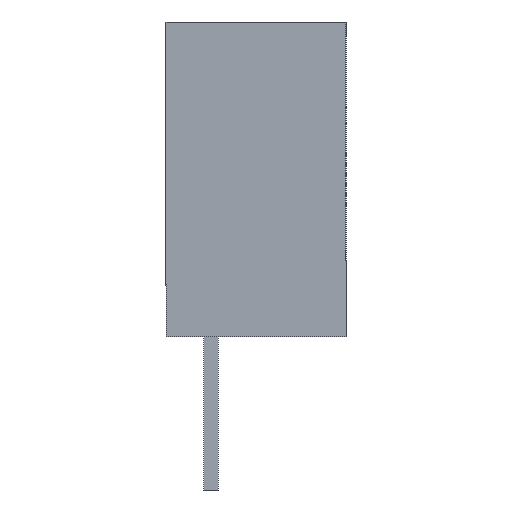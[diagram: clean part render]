
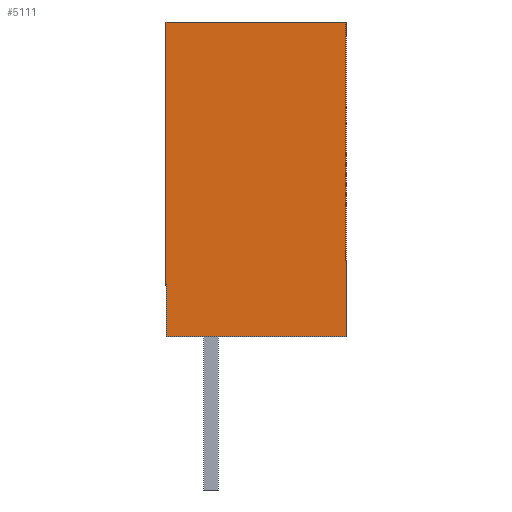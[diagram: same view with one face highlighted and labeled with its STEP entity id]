
A CAD part, left-side view. The second image highlights one B-rep face of the part: STEP entity #5111.
In plain terms, the highlighted planar face has unit normal (-1, 0, 0).
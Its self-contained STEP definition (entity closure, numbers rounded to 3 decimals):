
#902 = VERTEX_POINT('',#903);
#903 = CARTESIAN_POINT('',(-28.194,8.89,2.54));
#909 = EDGE_CURVE('',#902,#910,#912,.T.);
#910 = VERTEX_POINT('',#911);
#911 = CARTESIAN_POINT('',(-28.194,0.,2.54));
#912 = LINE('',#913,#914);
#913 = CARTESIAN_POINT('',(-28.194,8.89,2.54));
#914 = VECTOR('',#915,1.);
#915 = DIRECTION('',(0.,-1.,0.));
#950 = VERTEX_POINT('',#951);
#951 = CARTESIAN_POINT('',(-28.194,0.,-2.54));
#957 = EDGE_CURVE('',#958,#950,#960,.T.);
#958 = VERTEX_POINT('',#959);
#959 = CARTESIAN_POINT('',(-28.194,8.89,-2.54));
#960 = LINE('',#961,#962);
#961 = CARTESIAN_POINT('',(-28.194,8.89,-2.54));
#962 = VECTOR('',#963,1.);
#963 = DIRECTION('',(0.,-1.,0.));
#1074 = EDGE_CURVE('',#950,#910,#1075,.T.);
#1075 = LINE('',#1076,#1077);
#1076 = CARTESIAN_POINT('',(-28.194,0.,-2.54));
#1077 = VECTOR('',#1078,1.);
#1078 = DIRECTION('',(0.,0.,1.));
#4329 = EDGE_CURVE('',#958,#902,#4330,.T.);
#4330 = LINE('',#4331,#4332);
#4331 = CARTESIAN_POINT('',(-28.194,8.89,-2.54));
#4332 = VECTOR('',#4333,1.);
#4333 = DIRECTION('',(0.,0.,1.));
#5111 = ADVANCED_FACE('',(#5112),#5118,.F.);
#5112 = FACE_BOUND('',#5113,.T.);
#5113 = EDGE_LOOP('',(#5114,#5115,#5116,#5117));
#5114 = ORIENTED_EDGE('',*,*,#1074,.T.);
#5115 = ORIENTED_EDGE('',*,*,#909,.F.);
#5116 = ORIENTED_EDGE('',*,*,#4329,.F.);
#5117 = ORIENTED_EDGE('',*,*,#957,.T.);
#5118 = PLANE('',#5119);
#5119 = AXIS2_PLACEMENT_3D('',#5120,#5121,#5122);
#5120 = CARTESIAN_POINT('',(-28.194,8.89,-2.54));
#5121 = DIRECTION('',(1.,0.,0.));
#5122 = DIRECTION('',(0.,0.,-1.));
